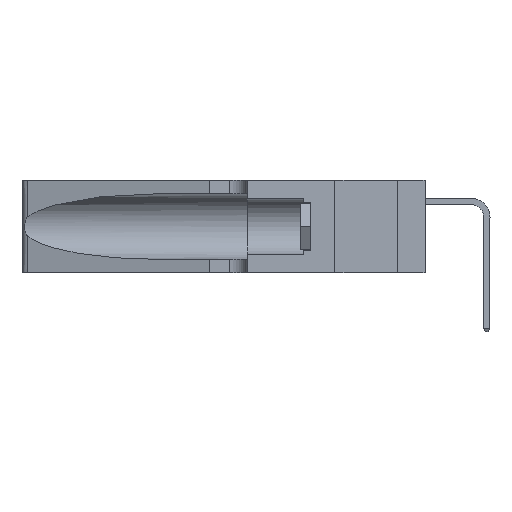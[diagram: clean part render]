
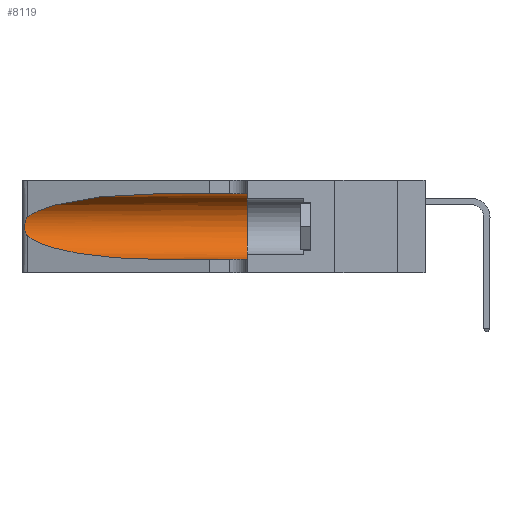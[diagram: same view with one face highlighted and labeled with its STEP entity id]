
A CAD part, left-side view. The second image highlights one B-rep face of the part: STEP entity #8119.
In plain terms, the highlighted cylindrical face has radius 3.308 mm (diameter 6.617 mm), a partial arc.
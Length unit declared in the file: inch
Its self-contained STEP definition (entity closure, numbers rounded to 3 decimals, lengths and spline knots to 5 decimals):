
#178 = VERTEX_POINT ( 'NONE', #18734 ) ;
#323 = CYLINDRICAL_SURFACE ( 'NONE', #26723, 0.13025 ) ;
#353 = DIRECTION ( 'NONE',  ( 0., 0., -1. ) ) ;
#778 = CARTESIAN_POINT ( 'NONE',  ( 0.26018, 1.23835, 0.19895 ) ) ;
#1303 = DIRECTION ( 'NONE',  ( 0., -1., 0. ) ) ;
#1483 = EDGE_CURVE ( 'NONE', #16556, #178, #1693, .T. ) ;
#1693 = B_SPLINE_CURVE_WITH_KNOTS ( 'NONE', 3,
 ( #9583, #24527, #15828, #36251, #18775, #778, #21727, #3723, #24650, #6690, #27595, #9718, #30496, #12918 ),
 .UNSPECIFIED., .F., .F.,
 ( 4, 2, 2, 2, 2, 2, 4 ),
 ( 0., 0.00027, 0.00053, 0.00107, 0.0016, 0.00187, 0.00214 ),
 .UNSPECIFIED. ) ;
#2214 = FACE_OUTER_BOUND ( 'NONE', #27856, .T. ) ;
#2384 = CARTESIAN_POINT ( 'NONE',  ( 0.2373, 1.15595, 0.08982 ) ) ;
#3723 = CARTESIAN_POINT ( 'NONE',  ( 0.26075, 1.23896, 0.178 ) ) ;
#4094 = LINE ( 'NONE', #36742, #27001 ) ;
#4152 = CARTESIAN_POINT ( 'NONE',  ( 0.1305, 0.35, 0.185 ) ) ;
#5361 = EDGE_CURVE ( 'NONE', #34625, #11286, #21163, .T. ) ;
#6141 = CARTESIAN_POINT ( 'NONE',  ( 0.1305, 1.61858, 0.185 ) ) ;
#6455 = EDGE_CURVE ( 'NONE', #21634, #16556, #30609, .T. ) ;
#6690 = CARTESIAN_POINT ( 'NONE',  ( 0.25856, 1.23593, 0.16098 ) ) ;
#7162 = DIRECTION ( 'NONE',  ( 0., 0., 1. ) ) ;
#8119 = ADVANCED_FACE ( 'NONE', ( #2214 ), #323, .F. ) ;
#8624 = DIRECTION ( 'NONE',  ( 0., -1., 0. ) ) ;
#9583 = CARTESIAN_POINT ( 'NONE',  ( 0.25487, 1.22718, 0.22369 ) ) ;
#9718 = CARTESIAN_POINT ( 'NONE',  ( 0.25639, 1.23186, 0.15144 ) ) ;
#10729 =( BOUNDED_CURVE ( )  B_SPLINE_CURVE ( 3, ( #23307, #2384, #29156, #11439 ),
 .UNSPECIFIED., .F., .T. ) 
 B_SPLINE_CURVE_WITH_KNOTS ( ( 4, 4 ),
 ( 3.44316, 4.71239 ),
 .UNSPECIFIED. ) 
 CURVE ( )  GEOMETRIC_REPRESENTATION_ITEM ( )  RATIONAL_B_SPLINE_CURVE ( ( 1., 0.87, 0.87, 1. ) ) 
 REPRESENTATION_ITEM ( '' )  );
#11286 = VERTEX_POINT ( 'NONE', #26899 ) ;
#11439 = CARTESIAN_POINT ( 'NONE',  ( 0.1305, 0.72297, 0.05475 ) ) ;
#12445 = CARTESIAN_POINT ( 'NONE',  ( 0.1305, 0.35, 0.31525 ) ) ;
#12918 = CARTESIAN_POINT ( 'NONE',  ( 0.25487, 1.22718, 0.14631 ) ) ;
#14165 = EDGE_CURVE ( 'NONE', #21634, #34625, #4094, .T. ) ;
#14778 = VECTOR ( 'NONE', #8624, 39.37008 ) ;
#15730 = ORIENTED_EDGE ( 'NONE', *, *, #5361, .F. ) ;
#15828 = CARTESIAN_POINT ( 'NONE',  ( 0.25639, 1.23184, 0.21858 ) ) ;
#16556 = VERTEX_POINT ( 'NONE', #24250 ) ;
#16590 = CARTESIAN_POINT ( 'NONE',  ( 0.18966, 0.96281, 0.31525 ) ) ;
#18004 = ORIENTED_EDGE ( 'NONE', *, *, #14165, .F. ) ;
#18129 = CARTESIAN_POINT ( 'NONE',  ( 0.25487, 1.22718, 0.22369 ) ) ;
#18352 = DIRECTION ( 'NONE',  ( 0., -1., 0. ) ) ;
#18734 = CARTESIAN_POINT ( 'NONE',  ( 0.25487, 1.22718, 0.14631 ) ) ;
#18775 = CARTESIAN_POINT ( 'NONE',  ( 0.25854, 1.2359, 0.20912 ) ) ;
#21163 = CIRCLE ( 'NONE', #35725, 0.13025 ) ;
#21343 = EDGE_CURVE ( 'NONE', #178, #26332, #10729, .T. ) ;
#21634 = VERTEX_POINT ( 'NONE', #36163 ) ;
#21727 = CARTESIAN_POINT ( 'NONE',  ( 0.26075, 1.23896, 0.19203 ) ) ;
#22589 = LINE ( 'NONE', #26542, #14778 ) ;
#23307 = CARTESIAN_POINT ( 'NONE',  ( 0.25487, 1.22718, 0.14631 ) ) ;
#24250 = CARTESIAN_POINT ( 'NONE',  ( 0.25487, 1.22718, 0.22369 ) ) ;
#24527 = CARTESIAN_POINT ( 'NONE',  ( 0.25555, 1.22994, 0.2215 ) ) ;
#24650 = CARTESIAN_POINT ( 'NONE',  ( 0.26017, 1.23833, 0.17102 ) ) ;
#25116 = DIRECTION ( 'NONE',  ( 0., 1., 0. ) ) ;
#26332 = VERTEX_POINT ( 'NONE', #38069 ) ;
#26542 = CARTESIAN_POINT ( 'NONE',  ( 0.1305, 1.61858, 0.05475 ) ) ;
#26723 = AXIS2_PLACEMENT_3D ( 'NONE', #6141, #18352, #353 ) ;
#26899 = CARTESIAN_POINT ( 'NONE',  ( 0.1305, 0.35, 0.05475 ) ) ;
#27001 = VECTOR ( 'NONE', #1303, 39.37008 ) ;
#27595 = CARTESIAN_POINT ( 'NONE',  ( 0.25789, 1.23486, 0.15765 ) ) ;
#27856 = EDGE_LOOP ( 'NONE', ( #31046, #31676, #32169, #34092, #15730, #18004 ) ) ;
#28551 = EDGE_CURVE ( 'NONE', #26332, #11286, #22589, .T. ) ;
#29156 = CARTESIAN_POINT ( 'NONE',  ( 0.18966, 0.96281, 0.05475 ) ) ;
#30496 = CARTESIAN_POINT ( 'NONE',  ( 0.25555, 1.22993, 0.14849 ) ) ;
#30609 =( BOUNDED_CURVE ( )  B_SPLINE_CURVE ( 3, ( #32715, #16590, #35641, #18129 ),
 .UNSPECIFIED., .F., .F. ) 
 B_SPLINE_CURVE_WITH_KNOTS ( ( 4, 4 ),
 ( 1.5708, 2.84003 ),
 .UNSPECIFIED. ) 
 CURVE ( )  GEOMETRIC_REPRESENTATION_ITEM ( )  RATIONAL_B_SPLINE_CURVE ( ( 1., 0.87, 0.87, 1. ) ) 
 REPRESENTATION_ITEM ( '' )  );
#31046 = ORIENTED_EDGE ( 'NONE', *, *, #6455, .T. ) ;
#31676 = ORIENTED_EDGE ( 'NONE', *, *, #1483, .T. ) ;
#32169 = ORIENTED_EDGE ( 'NONE', *, *, #21343, .T. ) ;
#32715 = CARTESIAN_POINT ( 'NONE',  ( 0.1305, 0.72297, 0.31525 ) ) ;
#34092 = ORIENTED_EDGE ( 'NONE', *, *, #28551, .T. ) ;
#34625 = VERTEX_POINT ( 'NONE', #12445 ) ;
#35641 = CARTESIAN_POINT ( 'NONE',  ( 0.2373, 1.15595, 0.28018 ) ) ;
#35725 = AXIS2_PLACEMENT_3D ( 'NONE', #4152, #25116, #7162 ) ;
#36163 = CARTESIAN_POINT ( 'NONE',  ( 0.1305, 0.72297, 0.31525 ) ) ;
#36251 = CARTESIAN_POINT ( 'NONE',  ( 0.25787, 1.23484, 0.2124 ) ) ;
#36742 = CARTESIAN_POINT ( 'NONE',  ( 0.1305, 1.61858, 0.31525 ) ) ;
#38069 = CARTESIAN_POINT ( 'NONE',  ( 0.1305, 0.72297, 0.05475 ) ) ;
